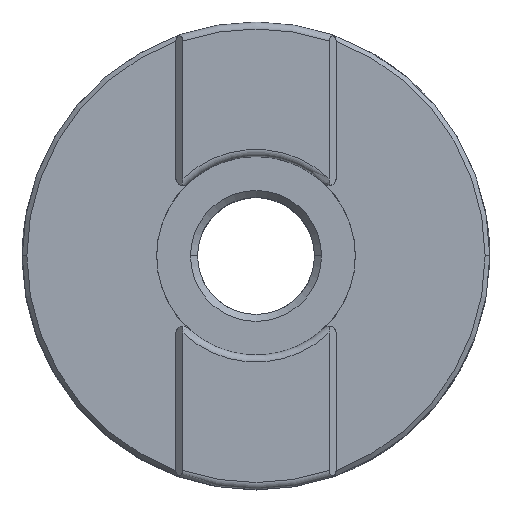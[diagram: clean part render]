
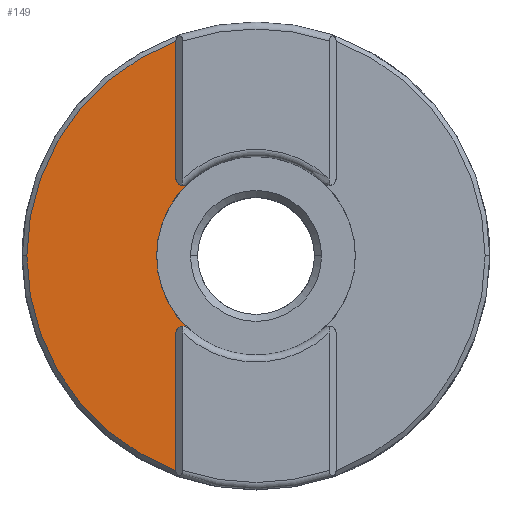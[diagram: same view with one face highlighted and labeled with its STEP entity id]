
A CAD part, top view. The second image highlights one B-rep face of the part: STEP entity #149.
In plain terms, the highlighted planar face has unit normal (0, 0, 1).
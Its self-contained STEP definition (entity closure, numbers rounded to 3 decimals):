
#102 = EDGE_CURVE ( 'NONE', #1711, #1387, #2403, .T. ) ;
#149 = ADVANCED_FACE ( 'NONE', ( #1852 ), #283, .T. ) ;
#171 = EDGE_CURVE ( 'NONE', #1541, #1053, #885, .T. ) ;
#192 = VECTOR ( 'NONE', #1397, 1000. ) ;
#236 = CARTESIAN_POINT ( 'NONE',  ( -3.425, 9.395, 8. ) ) ;
#283 = PLANE ( 'NONE',  #3430 ) ;
#366 = CARTESIAN_POINT ( 'NONE',  ( -2.919, -3.089, 8. ) ) ;
#527 = CARTESIAN_POINT ( 'NONE',  ( 0., 0., 8. ) ) ;
#557 = VERTEX_POINT ( 'NONE', #366 ) ;
#616 = VERTEX_POINT ( 'NONE', #1847 ) ;
#645 = EDGE_CURVE ( 'NONE', #1711, #616, #927, .T. ) ;
#799 = DIRECTION ( 'NONE',  ( 0., 0., 1. ) ) ;
#856 = DIRECTION ( 'NONE',  ( 0., 0., -1. ) ) ;
#885 = LINE ( 'NONE', #3046, #192 ) ;
#915 = ORIENTED_EDGE ( 'NONE', *, *, #2103, .T. ) ;
#925 = CARTESIAN_POINT ( 'NONE',  ( -3.125, 3.307, 8. ) ) ;
#927 = CIRCLE ( 'NONE', #2572, 9.8 ) ;
#952 = ORIENTED_EDGE ( 'NONE', *, *, #102, .T. ) ;
#1047 = DIRECTION ( 'NONE',  ( 1., 0., 0. ) ) ;
#1053 = VERTEX_POINT ( 'NONE', #2767 ) ;
#1084 = AXIS2_PLACEMENT_3D ( 'NONE', #1566, #2911, #2683 ) ;
#1104 = EDGE_CURVE ( 'NONE', #616, #1053, #3245, .T. ) ;
#1202 = DIRECTION ( 'NONE',  ( 1., 0., 0. ) ) ;
#1223 = CARTESIAN_POINT ( 'NONE',  ( 0., 0., 8. ) ) ;
#1241 = CARTESIAN_POINT ( 'NONE',  ( -3.425, -9.182, 8. ) ) ;
#1299 = DIRECTION ( 'NONE',  ( 0., 1., 0. ) ) ;
#1309 = DIRECTION ( 'NONE',  ( 1., 0., 0. ) ) ;
#1387 = VERTEX_POINT ( 'NONE', #2404 ) ;
#1397 = DIRECTION ( 'NONE',  ( 0., 1., 0. ) ) ;
#1406 = AXIS2_PLACEMENT_3D ( 'NONE', #2118, #3491, #1047 ) ;
#1446 = ORIENTED_EDGE ( 'NONE', *, *, #3258, .T. ) ;
#1541 = VERTEX_POINT ( 'NONE', #2761 ) ;
#1566 = CARTESIAN_POINT ( 'NONE',  ( 0., 0., 8. ) ) ;
#1711 = VERTEX_POINT ( 'NONE', #1241 ) ;
#1718 = AXIS2_PLACEMENT_3D ( 'NONE', #1964, #856, #2507 ) ;
#1739 = DIRECTION ( 'NONE',  ( 0., 0., -1. ) ) ;
#1784 = VECTOR ( 'NONE', #1299, 1000. ) ;
#1847 = CARTESIAN_POINT ( 'NONE',  ( -9.8, 0., 8. ) ) ;
#1852 = FACE_OUTER_BOUND ( 'NONE', #3460, .T. ) ;
#1857 = ORIENTED_EDGE ( 'NONE', *, *, #3162, .T. ) ;
#1874 = CIRCLE ( 'NONE', #1084, 4.25 ) ;
#1876 = ORIENTED_EDGE ( 'NONE', *, *, #1104, .F. ) ;
#1964 = CARTESIAN_POINT ( 'NONE',  ( 0., 0., 8. ) ) ;
#2078 = CIRCLE ( 'NONE', #3441, 0.3 ) ;
#2103 = EDGE_CURVE ( 'NONE', #2689, #1541, #2078, .T. ) ;
#2118 = CARTESIAN_POINT ( 'NONE',  ( -3.125, -3.307, 8. ) ) ;
#2121 = ORIENTED_EDGE ( 'NONE', *, *, #645, .F. ) ;
#2124 = EDGE_CURVE ( 'NONE', #2331, #2689, #3260, .T. ) ;
#2331 = VERTEX_POINT ( 'NONE', #2691 ) ;
#2363 = CARTESIAN_POINT ( 'NONE',  ( 0., 0., 8. ) ) ;
#2403 = LINE ( 'NONE', #236, #1784 ) ;
#2404 = CARTESIAN_POINT ( 'NONE',  ( -3.425, -3.307, 8. ) ) ;
#2507 = DIRECTION ( 'NONE',  ( 1., 0., 0. ) ) ;
#2521 = DIRECTION ( 'NONE',  ( 0., 0., -1. ) ) ;
#2572 = AXIS2_PLACEMENT_3D ( 'NONE', #527, #2605, #1309 ) ;
#2573 = ORIENTED_EDGE ( 'NONE', *, *, #2124, .T. ) ;
#2605 = DIRECTION ( 'NONE',  ( 0., 0., -1. ) ) ;
#2683 = DIRECTION ( 'NONE',  ( 1., 0., 0. ) ) ;
#2689 = VERTEX_POINT ( 'NONE', #3014 ) ;
#2691 = CARTESIAN_POINT ( 'NONE',  ( -4.25, 0., 8. ) ) ;
#2705 = CIRCLE ( 'NONE', #1406, 0.3 ) ;
#2761 = CARTESIAN_POINT ( 'NONE',  ( -3.425, 3.307, 8. ) ) ;
#2767 = CARTESIAN_POINT ( 'NONE',  ( -3.425, 9.182, 8. ) ) ;
#2805 = AXIS2_PLACEMENT_3D ( 'NONE', #1223, #1739, #2818 ) ;
#2818 = DIRECTION ( 'NONE',  ( 1., 0., 0. ) ) ;
#2911 = DIRECTION ( 'NONE',  ( 0., 0., -1. ) ) ;
#2971 = ORIENTED_EDGE ( 'NONE', *, *, #171, .T. ) ;
#3014 = CARTESIAN_POINT ( 'NONE',  ( -2.919, 3.089, 8. ) ) ;
#3046 = CARTESIAN_POINT ( 'NONE',  ( -3.425, 9.395, 8. ) ) ;
#3162 = EDGE_CURVE ( 'NONE', #557, #2331, #1874, .T. ) ;
#3245 = CIRCLE ( 'NONE', #1718, 9.8 ) ;
#3258 = EDGE_CURVE ( 'NONE', #1387, #557, #2705, .T. ) ;
#3260 = CIRCLE ( 'NONE', #2805, 4.25 ) ;
#3430 = AXIS2_PLACEMENT_3D ( 'NONE', #2363, #799, #3455 ) ;
#3441 = AXIS2_PLACEMENT_3D ( 'NONE', #925, #2521, #1202 ) ;
#3455 = DIRECTION ( 'NONE',  ( 1., 0., 0. ) ) ;
#3460 = EDGE_LOOP ( 'NONE', ( #952, #1446, #1857, #2573, #915, #2971, #1876, #2121 ) ) ;
#3491 = DIRECTION ( 'NONE',  ( 0., 0., -1. ) ) ;
